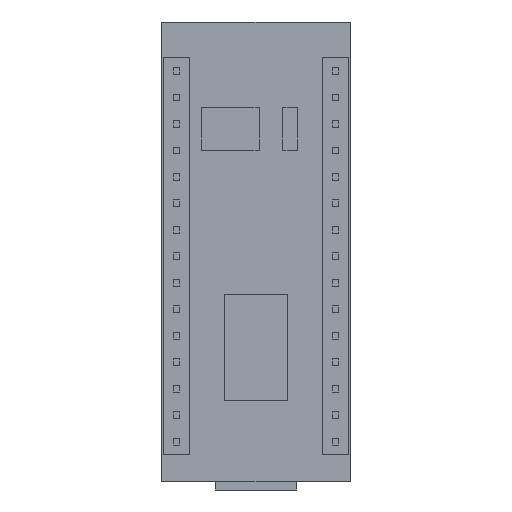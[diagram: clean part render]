
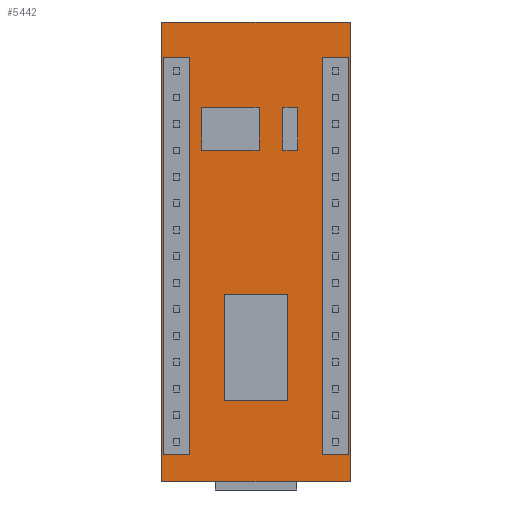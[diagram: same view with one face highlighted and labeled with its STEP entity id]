
A CAD part, front view. The second image highlights one B-rep face of the part: STEP entity #5442.
In plain terms, the highlighted planar face has unit normal (0, -1, 0).
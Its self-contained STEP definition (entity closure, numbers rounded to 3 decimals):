
#560 = CARTESIAN_POINT ( 'NONE',  ( 9.05, 0., 22.05 ) ) ;
#578 = DIRECTION ( 'NONE',  ( 1., 0., 0. ) ) ;
#712 = CARTESIAN_POINT ( 'NONE',  ( -9.05, 0., 22.05 ) ) ;
#859 = AXIS2_PLACEMENT_3D ( 'NONE', #5373, #1041, #4252 ) ;
#881 = CARTESIAN_POINT ( 'NONE',  ( 9.05, 0., -22.05 ) ) ;
#1041 = DIRECTION ( 'NONE',  ( 0., 1., 0. ) ) ;
#1182 = EDGE_LOOP ( 'NONE', ( #5289, #5243, #7978, #4521 ) ) ;
#1757 = VECTOR ( 'NONE', #3125, 1000. ) ;
#2686 = EDGE_CURVE ( 'NONE', #3945, #2777, #5577, .T. ) ;
#2777 = VERTEX_POINT ( 'NONE', #3081 ) ;
#2780 = EDGE_CURVE ( 'NONE', #7437, #5212, #4375, .T. ) ;
#3057 = EDGE_CURVE ( 'NONE', #2777, #7437, #6323, .T. ) ;
#3081 = CARTESIAN_POINT ( 'NONE',  ( -9.05, 0., -22.05 ) ) ;
#3125 = DIRECTION ( 'NONE',  ( -1., 0., 0. ) ) ;
#3442 = VECTOR ( 'NONE', #6541, 1000. ) ;
#3945 = VERTEX_POINT ( 'NONE', #881 ) ;
#4127 = PLANE ( 'NONE',  #859 ) ;
#4219 = VECTOR ( 'NONE', #578, 1000. ) ;
#4223 = VECTOR ( 'NONE', #5257, 1000. ) ;
#4252 = DIRECTION ( 'NONE',  ( 0., 0., 1. ) ) ;
#4375 = LINE ( 'NONE', #6290, #4219 ) ;
#4521 = ORIENTED_EDGE ( 'NONE', *, *, #2780, .F. ) ;
#5212 = VERTEX_POINT ( 'NONE', #560 ) ;
#5219 = CARTESIAN_POINT ( 'NONE',  ( 9.05, 0., -22.05 ) ) ;
#5243 = ORIENTED_EDGE ( 'NONE', *, *, #2686, .F. ) ;
#5255 = LINE ( 'NONE', #5219, #3442 ) ;
#5257 = DIRECTION ( 'NONE',  ( 0., 0., 1. ) ) ;
#5289 = ORIENTED_EDGE ( 'NONE', *, *, #3057, .F. ) ;
#5373 = CARTESIAN_POINT ( 'NONE',  ( 0., 0., 0. ) ) ;
#5442 = ADVANCED_FACE ( 'NONE', ( #7231 ), #4127, .F. ) ;
#5577 = LINE ( 'NONE', #6123, #1757 ) ;
#5956 = CARTESIAN_POINT ( 'NONE',  ( -9.05, 0., -22.05 ) ) ;
#6123 = CARTESIAN_POINT ( 'NONE',  ( -9.05, 0., -22.05 ) ) ;
#6290 = CARTESIAN_POINT ( 'NONE',  ( -9.05, 0., 22.05 ) ) ;
#6323 = LINE ( 'NONE', #5956, #4223 ) ;
#6468 = EDGE_CURVE ( 'NONE', #5212, #3945, #5255, .T. ) ;
#6541 = DIRECTION ( 'NONE',  ( 0., 0., -1. ) ) ;
#7231 = FACE_OUTER_BOUND ( 'NONE', #1182, .T. ) ;
#7437 = VERTEX_POINT ( 'NONE', #712 ) ;
#7978 = ORIENTED_EDGE ( 'NONE', *, *, #6468, .F. ) ;
